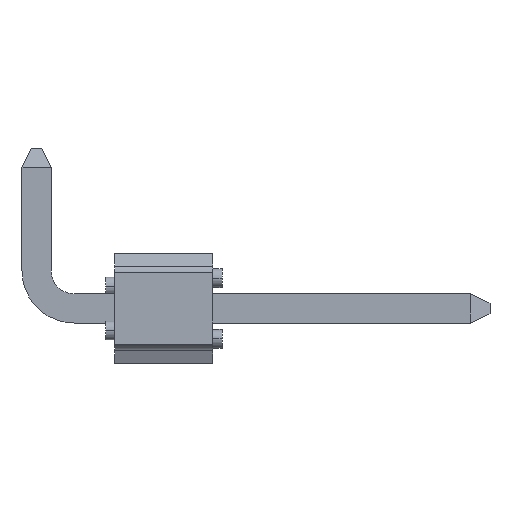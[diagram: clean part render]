
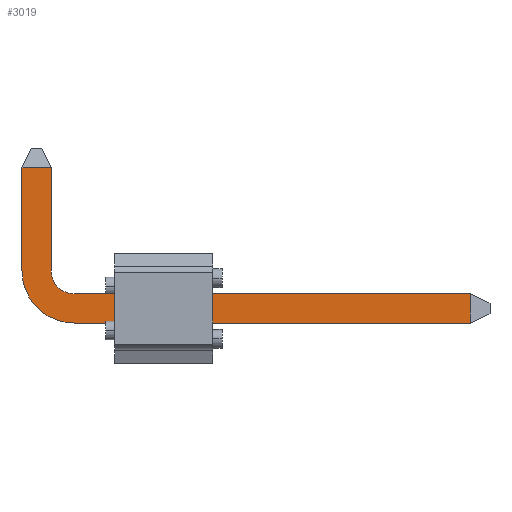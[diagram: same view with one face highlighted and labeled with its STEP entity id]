
A CAD part, front view. The second image highlights one B-rep face of the part: STEP entity #3019.
In plain terms, the highlighted face is planar.
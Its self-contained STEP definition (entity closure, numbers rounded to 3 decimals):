
#2591=DIRECTION('',(0.,0.,-1.));
#2592=VECTOR('',#2591,2.246);
#2593=CARTESIAN_POINT('',(0.318,0.,3.064));
#2594=LINE('146',#2593,#2592);
#2655=DIRECTION('',(0.,-1.,0.));
#2656=VECTOR('',#2655,0.635);
#2657=CARTESIAN_POINT('',(0.318,0.635,3.064));
#2658=LINE('157',#2657,#2656);
#2669=DIRECTION('',(0.,-1.,0.));
#2670=VECTOR('',#2669,8.636);
#2671=CARTESIAN_POINT('',(0.318,9.771,-0.318));
#2672=LINE('160',#2671,#2670);
#2676=CARTESIAN_POINT('',(0.318,1.135,0.818));
#2677=DIRECTION('',(-1.,0.,0.));
#2678=DIRECTION('',(0.,0.,-1.));
#2679=AXIS2_PLACEMENT_3D('',#2676,#2677,#2678);
#2684=DIRECTION('',(0.,0.,-1.));
#2685=VECTOR('',#2684,2.246);
#2686=CARTESIAN_POINT('',(0.318,0.635,3.064));
#2687=LINE('162',#2686,#2685);
#2691=CARTESIAN_POINT('',(0.318,1.135,0.818));
#2692=DIRECTION('',(1.,0.,0.));
#2693=DIRECTION('',(0.,-1.,0.));
#2694=AXIS2_PLACEMENT_3D('',#2691,#2692,#2693);
#2699=DIRECTION('',(0.,0.,1.));
#2700=VECTOR('',#2699,0.635);
#2701=CARTESIAN_POINT('',(0.318,9.771,-0.318));
#2702=LINE('159',#2701,#2700);
#2727=DIRECTION('',(0.,-1.,0.));
#2728=VECTOR('',#2727,8.636);
#2729=CARTESIAN_POINT('',(0.318,9.771,0.318));
#2730=LINE('164',#2729,#2728);
#2876=CARTESIAN_POINT('',(0.318,0.,3.064));
#2878=VERTEX_POINT('',#2876);
#2880=CARTESIAN_POINT('',(0.318,0.,0.818));
#2881=VERTEX_POINT('',#2880);
#2894=CARTESIAN_POINT('',(0.318,0.635,3.064));
#2895=VERTEX_POINT('',#2894);
#2896=CARTESIAN_POINT('',(0.318,9.771,-0.318));
#2897=CARTESIAN_POINT('',(0.318,9.771,0.318));
#2898=VERTEX_POINT('',#2896);
#2899=VERTEX_POINT('',#2897);
#2900=CARTESIAN_POINT('',(0.318,1.135,-0.318));
#2901=VERTEX_POINT('',#2900);
#2902=CARTESIAN_POINT('',(0.318,0.635,0.818));
#2903=VERTEX_POINT('',#2902);
#2904=CARTESIAN_POINT('',(0.318,1.135,0.318));
#2905=VERTEX_POINT('',#2904);
#2998=CARTESIAN_POINT('',(0.318,0.,0.318));
#2999=DIRECTION('',(1.,0.,0.));
#3000=DIRECTION('',(0.,0.,-1.));
#3001=AXIS2_PLACEMENT_3D('',#2998,#2999,#3000);
#3002=PLANE('190',#3001);
#3004=ORIENTED_EDGE('159',*,*,#3003,.F.);
#3006=ORIENTED_EDGE('160',*,*,#3005,.T.);
#3008=ORIENTED_EDGE('161',*,*,#3007,.T.);
#3009=ORIENTED_EDGE('146',*,*,#2931,.F.);
#3010=ORIENTED_EDGE('157',*,*,#2989,.F.);
#3012=ORIENTED_EDGE('162',*,*,#3011,.T.);
#3014=ORIENTED_EDGE('163',*,*,#3013,.T.);
#3016=ORIENTED_EDGE('164',*,*,#3015,.F.);
#3017=EDGE_LOOP('190',(#3004,#3006,#3008,#3009,#3010,#3012,#3014,#3016));
#3018=FACE_OUTER_BOUND('190',#3017,.F.);
#2680=CIRCLE('161',#2679,1.135);
#2695=CIRCLE('163',#2694,0.5);
#2931=EDGE_CURVE('146',#2878,#2881,#2594,.T.);
#2989=EDGE_CURVE('157',#2895,#2878,#2658,.T.);
#3003=EDGE_CURVE('159',#2898,#2899,#2702,.T.);
#3005=EDGE_CURVE('160',#2898,#2901,#2672,.T.);
#3007=EDGE_CURVE('161',#2901,#2881,#2680,.T.);
#3011=EDGE_CURVE('162',#2895,#2903,#2687,.T.);
#3013=EDGE_CURVE('163',#2903,#2905,#2695,.T.);
#3015=EDGE_CURVE('164',#2899,#2905,#2730,.T.);
#3019=ADVANCED_FACE('190',(#3018),#3002,.T.);
